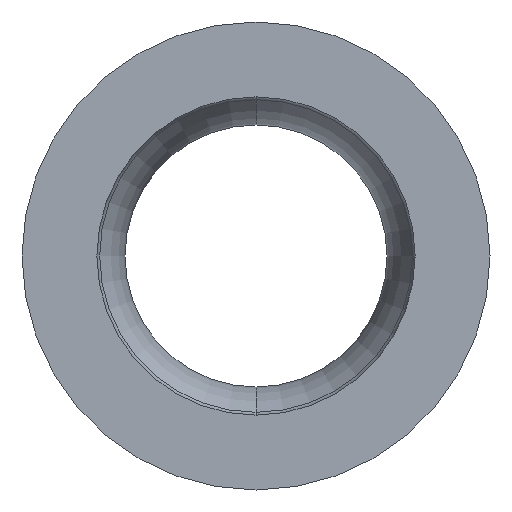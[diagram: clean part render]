
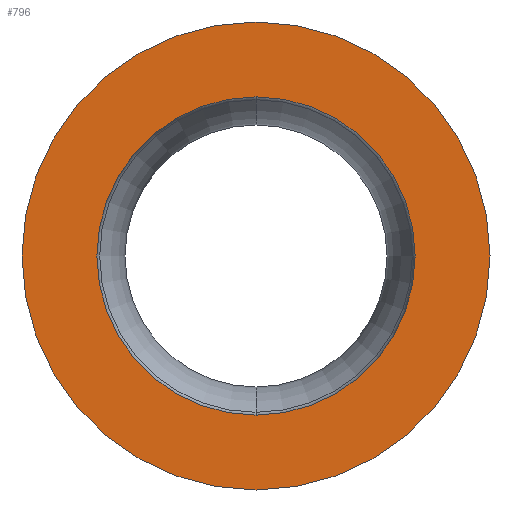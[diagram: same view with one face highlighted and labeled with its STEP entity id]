
A CAD part, front view. The second image highlights one B-rep face of the part: STEP entity #796.
In plain terms, the highlighted planar face has unit normal (0, -1, 0).
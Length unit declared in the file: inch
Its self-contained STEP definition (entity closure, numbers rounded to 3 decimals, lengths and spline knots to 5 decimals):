
#10 = CIRCLE ( 'NONE', #201, 0.125 ) ;
#56 = CARTESIAN_POINT ( 'NONE',  ( 0., 0., -0.085 ) ) ;
#62 = EDGE_CURVE ( 'NONE', #801, #706, #754, .T. ) ;
#63 = DIRECTION ( 'NONE',  ( 0., 0., 1. ) ) ;
#93 = AXIS2_PLACEMENT_3D ( 'NONE', #727, #786, #63 ) ;
#123 = CARTESIAN_POINT ( 'NONE',  ( 0., 0., 0. ) ) ;
#125 = DIRECTION ( 'NONE',  ( 0., 0., 1. ) ) ;
#134 = EDGE_CURVE ( 'NONE', #834, #732, #10, .T. ) ;
#168 = DIRECTION ( 'NONE',  ( 0., -1., 0. ) ) ;
#201 = AXIS2_PLACEMENT_3D ( 'NONE', #123, #251, #725 ) ;
#221 = ORIENTED_EDGE ( 'NONE', *, *, #473, .T. ) ;
#251 = DIRECTION ( 'NONE',  ( 0., 1., 0. ) ) ;
#289 = CIRCLE ( 'NONE', #784, 0.125 ) ;
#349 = DIRECTION ( 'NONE',  ( 0., 1., 0. ) ) ;
#354 = CARTESIAN_POINT ( 'NONE',  ( 0., 0., 0.125 ) ) ;
#361 = CARTESIAN_POINT ( 'NONE',  ( 0.125, 0., 0. ) ) ;
#391 = CARTESIAN_POINT ( 'NONE',  ( 0., 0., 0. ) ) ;
#423 = EDGE_CURVE ( 'NONE', #732, #834, #289, .T. ) ;
#425 = EDGE_LOOP ( 'NONE', ( #221, #520 ) ) ;
#473 = EDGE_CURVE ( 'NONE', #706, #801, #770, .T. ) ;
#484 = FACE_OUTER_BOUND ( 'NONE', #634, .T. ) ;
#520 = ORIENTED_EDGE ( 'NONE', *, *, #62, .T. ) ;
#525 = AXIS2_PLACEMENT_3D ( 'NONE', #391, #649, #125 ) ;
#545 = ORIENTED_EDGE ( 'NONE', *, *, #423, .F. ) ;
#556 = CARTESIAN_POINT ( 'NONE',  ( 0., 0., 0.085 ) ) ;
#574 = FACE_BOUND ( 'NONE', #425, .T. ) ;
#579 = CARTESIAN_POINT ( 'NONE',  ( 0., 0., -0.125 ) ) ;
#634 = EDGE_LOOP ( 'NONE', ( #545, #686 ) ) ;
#649 = DIRECTION ( 'NONE',  ( 0., 1., 0. ) ) ;
#684 = AXIS2_PLACEMENT_3D ( 'NONE', #361, #168, #701 ) ;
#686 = ORIENTED_EDGE ( 'NONE', *, *, #134, .F. ) ;
#701 = DIRECTION ( 'NONE',  ( 0., 0., -1. ) ) ;
#703 = PLANE ( 'NONE',  #684 ) ;
#706 = VERTEX_POINT ( 'NONE', #556 ) ;
#725 = DIRECTION ( 'NONE',  ( 0., 0., 1. ) ) ;
#727 = CARTESIAN_POINT ( 'NONE',  ( 0., 0., 0. ) ) ;
#732 = VERTEX_POINT ( 'NONE', #354 ) ;
#752 = CARTESIAN_POINT ( 'NONE',  ( 0., 0., 0. ) ) ;
#754 = CIRCLE ( 'NONE', #525, 0.085 ) ;
#770 = CIRCLE ( 'NONE', #93, 0.085 ) ;
#784 = AXIS2_PLACEMENT_3D ( 'NONE', #752, #349, #814 ) ;
#786 = DIRECTION ( 'NONE',  ( 0., 1., 0. ) ) ;
#796 = ADVANCED_FACE ( 'NONE', ( #574, #484 ), #703, .T. ) ;
#801 = VERTEX_POINT ( 'NONE', #56 ) ;
#814 = DIRECTION ( 'NONE',  ( 0., 0., 1. ) ) ;
#834 = VERTEX_POINT ( 'NONE', #579 ) ;
